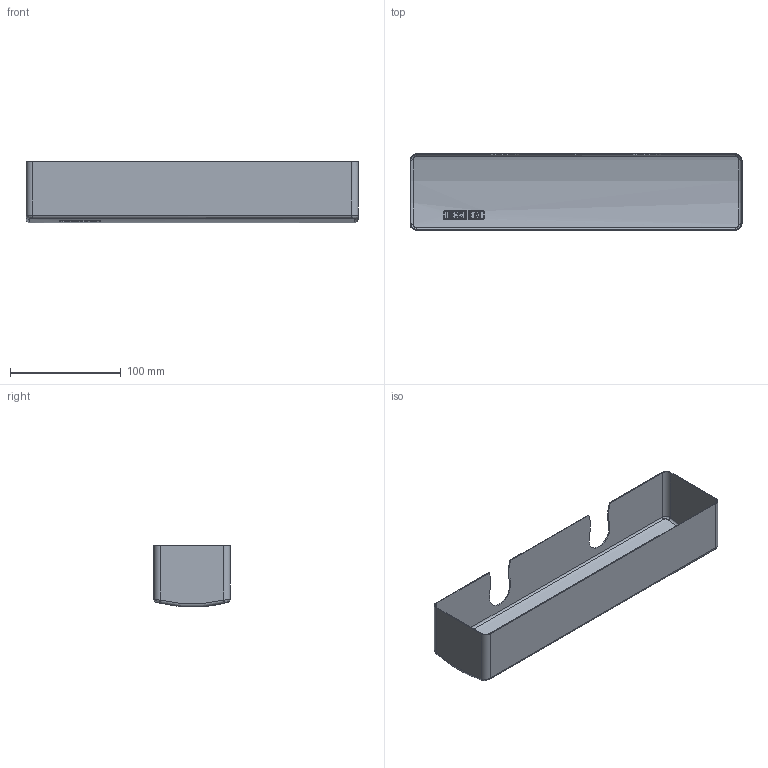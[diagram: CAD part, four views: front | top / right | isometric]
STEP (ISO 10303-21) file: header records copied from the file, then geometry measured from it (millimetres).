
FILE_DESCRIPTION(('CoCreate Modeling STEP Export'),'2;1');
FILE_NAME('TS5500_20510-K-004.stp','2011-04-27T15:45:12',(''),(''),'CoCreate Modeling STEP processor for AP214 (Solid Model)','CoCreate Modeling 17.0B 09-Oct-2010 (C) Parametric Technology GmbH','');
FILE_SCHEMA(('AUTOMOTIVE_DESIGN { 1 0 10303 214 1 1 1 1 }'));
Length unit declared in the file: millimetre
Products named in the file (2): ABDECKKAPPE_TS5500; TS5500_20510-K-004
Assembly tree (1 placements, depth 2):
  TS5500_20510-K-004
    ABDECKKAPPE_TS5500
Bounding box: 299.6 x 68.8 x 55.4 mm (x, y, z)
Volume: 44179.3 mm3; surface area: 111344.8 mm2
Topology: 1 solids, 1 shells, 206 faces, 563 edges, 371 vertices
Faces by surface type: plane 141, cylinder 53, bspline 8, torus 4
Entity records: 9807 total; most frequent: CARTESIAN_POINT 4610, ORIENTED_EDGE 1126, DIRECTION 974, EDGE_CURVE 563, VERTEX_POINT 371, AXIS2_PLACEMENT_3D 332, VECTOR 310, LINE 310
